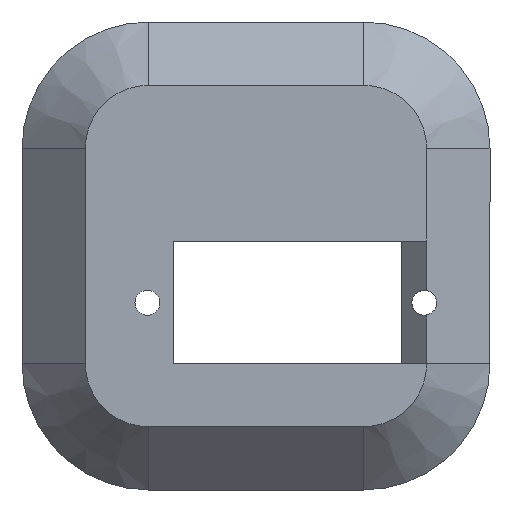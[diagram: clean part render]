
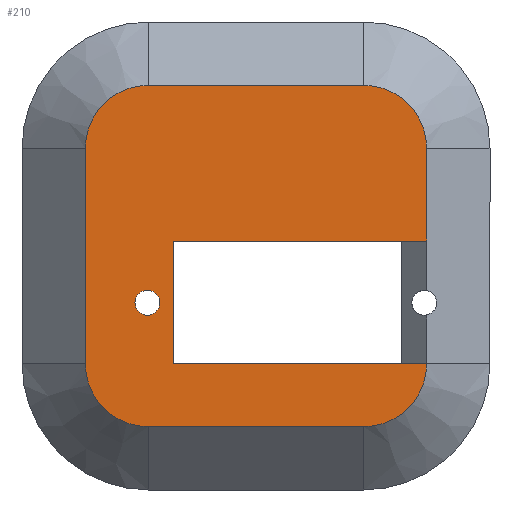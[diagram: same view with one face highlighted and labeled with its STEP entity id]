
A CAD part, front view. The second image highlights one B-rep face of the part: STEP entity #210.
In plain terms, the highlighted planar face has unit normal (0, -1, 0).
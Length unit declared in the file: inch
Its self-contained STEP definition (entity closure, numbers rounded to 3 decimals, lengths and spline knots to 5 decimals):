
#39 = LINE ( 'NONE', #798, #1302 ) ;
#42 = DIRECTION ( 'NONE',  ( 0., 0., 1. ) ) ;
#48 = DIRECTION ( 'NONE',  ( 0., 0., 1. ) ) ;
#53 = DIRECTION ( 'NONE',  ( 0., -1., 0. ) ) ;
#62 = DIRECTION ( 'NONE',  ( 0., -1., 0. ) ) ;
#69 = CARTESIAN_POINT ( 'NONE',  ( 1.35, 0., 0.5 ) ) ;
#84 = CARTESIAN_POINT ( 'NONE',  ( 0.49567, 0., 0.74016 ) ) ;
#100 = EDGE_CURVE ( 'NONE', #288, #851, #593, .T. ) ;
#143 = EDGE_LOOP ( 'NONE', ( #829, #527 ) ) ;
#164 = EDGE_LOOP ( 'NONE', ( #720, #639, #535, #1327, #866, #1231, #674, #1275, #310, #1119, #725 ) ) ;
#176 = VERTEX_POINT ( 'NONE', #1169 ) ;
#181 = DIRECTION ( 'NONE',  ( 1., 0., 0. ) ) ;
#183 = CARTESIAN_POINT ( 'NONE',  ( 0.5, 0., 1.35 ) ) ;
#189 = VERTEX_POINT ( 'NONE', #924 ) ;
#192 = CARTESIAN_POINT ( 'NONE',  ( 0.25, 0., 1.35 ) ) ;
#210 = ADVANCED_FACE ( 'NONE', ( #937, #265 ), #598, .F. ) ;
#222 = DIRECTION ( 'NONE',  ( -1., 0., 0. ) ) ;
#255 = CIRCLE ( 'NONE', #942, 0.25 ) ;
#257 = VERTEX_POINT ( 'NONE', #865 ) ;
#265 = FACE_OUTER_BOUND ( 'NONE', #164, .T. ) ;
#271 = DIRECTION ( 'NONE',  ( 0., 0., -1. ) ) ;
#288 = VERTEX_POINT ( 'NONE', #192 ) ;
#305 = CARTESIAN_POINT ( 'NONE',  ( 1.35, 0., 0.25 ) ) ;
#310 = ORIENTED_EDGE ( 'NONE', *, *, #1157, .T. ) ;
#350 = AXIS2_PLACEMENT_3D ( 'NONE', #183, #944, #1271 ) ;
#360 = EDGE_CURVE ( 'NONE', #567, #792, #255, .T. ) ;
#373 = LINE ( 'NONE', #933, #630 ) ;
#384 = AXIS2_PLACEMENT_3D ( 'NONE', #810, #1120, #48 ) ;
#401 = EDGE_CURVE ( 'NONE', #1227, #857, #39, .T. ) ;
#407 = VECTOR ( 'NONE', #817, 39.37008 ) ;
#410 = EDGE_CURVE ( 'NONE', #851, #176, #455, .T. ) ;
#419 = CIRCLE ( 'NONE', #577, 0.04921 ) ;
#424 = CARTESIAN_POINT ( 'NONE',  ( 0.6, 0., 0.98425 ) ) ;
#431 = LINE ( 'NONE', #1303, #1255 ) ;
#455 = CIRCLE ( 'NONE', #384, 0.25 ) ;
#476 = EDGE_CURVE ( 'NONE', #257, #567, #575, .T. ) ;
#489 = DIRECTION ( 'NONE',  ( 0., -1., 0. ) ) ;
#496 = VERTEX_POINT ( 'NONE', #612 ) ;
#527 = ORIENTED_EDGE ( 'NONE', *, *, #1090, .F. ) ;
#535 = ORIENTED_EDGE ( 'NONE', *, *, #360, .T. ) ;
#538 = CIRCLE ( 'NONE', #721, 0.04921 ) ;
#567 = VERTEX_POINT ( 'NONE', #1091 ) ;
#575 = LINE ( 'NONE', #1238, #648 ) ;
#577 = AXIS2_PLACEMENT_3D ( 'NONE', #84, #1257, #1168 ) ;
#590 = EDGE_CURVE ( 'NONE', #176, #969, #983, .T. ) ;
#592 = DIRECTION ( 'NONE',  ( 0., 0., 1. ) ) ;
#593 = LINE ( 'NONE', #834, #1032 ) ;
#598 = PLANE ( 'NONE',  #670 ) ;
#606 = DIRECTION ( 'NONE',  ( 0., 1., 0. ) ) ;
#612 = CARTESIAN_POINT ( 'NONE',  ( 0.5, 0., 1.6 ) ) ;
#625 = DIRECTION ( 'NONE',  ( 0., 0., 1. ) ) ;
#630 = VECTOR ( 'NONE', #181, 39.37008 ) ;
#639 = ORIENTED_EDGE ( 'NONE', *, *, #476, .T. ) ;
#648 = VECTOR ( 'NONE', #922, 39.37008 ) ;
#670 = AXIS2_PLACEMENT_3D ( 'NONE', #1047, #606, #42 ) ;
#674 = ORIENTED_EDGE ( 'NONE', *, *, #410, .T. ) ;
#680 = DIRECTION ( 'NONE',  ( 0., 0., 1. ) ) ;
#720 = ORIENTED_EDGE ( 'NONE', *, *, #1200, .T. ) ;
#721 = AXIS2_PLACEMENT_3D ( 'NONE', #1162, #62, #592 ) ;
#725 = ORIENTED_EDGE ( 'NONE', *, *, #401, .T. ) ;
#752 = CARTESIAN_POINT ( 'NONE',  ( 0.49567, 0., 0.78937 ) ) ;
#787 = VERTEX_POINT ( 'NONE', #908 ) ;
#792 = VERTEX_POINT ( 'NONE', #1026 ) ;
#798 = CARTESIAN_POINT ( 'NONE',  ( 0.6, 0., 0.5 ) ) ;
#810 = CARTESIAN_POINT ( 'NONE',  ( 0.5, 0., 0.5 ) ) ;
#817 = DIRECTION ( 'NONE',  ( -1., 0., 0. ) ) ;
#829 = ORIENTED_EDGE ( 'NONE', *, *, #1006, .F. ) ;
#834 = CARTESIAN_POINT ( 'NONE',  ( 0.25, 0., 0. ) ) ;
#851 = VERTEX_POINT ( 'NONE', #990 ) ;
#857 = VERTEX_POINT ( 'NONE', #424 ) ;
#862 = CARTESIAN_POINT ( 'NONE',  ( 0., 0., 0.25 ) ) ;
#865 = CARTESIAN_POINT ( 'NONE',  ( 1.6, 0., 0.98425 ) ) ;
#866 = ORIENTED_EDGE ( 'NONE', *, *, #1013, .T. ) ;
#908 = CARTESIAN_POINT ( 'NONE',  ( 1.6, 0., 0.5 ) ) ;
#922 = DIRECTION ( 'NONE',  ( 0., 0., 1. ) ) ;
#924 = CARTESIAN_POINT ( 'NONE',  ( 0.49567, 0., 0.69094 ) ) ;
#933 = CARTESIAN_POINT ( 'NONE',  ( 0.6, 0., 0.98425 ) ) ;
#934 = EDGE_CURVE ( 'NONE', #792, #496, #431, .T. ) ;
#937 = FACE_BOUND ( 'NONE', #143, .T. ) ;
#942 = AXIS2_PLACEMENT_3D ( 'NONE', #1037, #489, #680 ) ;
#944 = DIRECTION ( 'NONE',  ( 0., -1., 0. ) ) ;
#949 = CIRCLE ( 'NONE', #1042, 0.25 ) ;
#962 = EDGE_CURVE ( 'NONE', #787, #1227, #1393, .T. ) ;
#969 = VERTEX_POINT ( 'NONE', #305 ) ;
#977 = CIRCLE ( 'NONE', #350, 0.25 ) ;
#983 = LINE ( 'NONE', #862, #1020 ) ;
#990 = CARTESIAN_POINT ( 'NONE',  ( 0.25, 0., 0.5 ) ) ;
#1006 = EDGE_CURVE ( 'NONE', #1288, #189, #419, .T. ) ;
#1013 = EDGE_CURVE ( 'NONE', #496, #288, #977, .T. ) ;
#1020 = VECTOR ( 'NONE', #1408, 39.37008 ) ;
#1026 = CARTESIAN_POINT ( 'NONE',  ( 1.35, 0., 1.6 ) ) ;
#1032 = VECTOR ( 'NONE', #271, 39.37008 ) ;
#1037 = CARTESIAN_POINT ( 'NONE',  ( 1.35, 0., 1.35 ) ) ;
#1042 = AXIS2_PLACEMENT_3D ( 'NONE', #69, #53, #625 ) ;
#1047 = CARTESIAN_POINT ( 'NONE',  ( 0., 0., 0. ) ) ;
#1090 = EDGE_CURVE ( 'NONE', #189, #1288, #538, .T. ) ;
#1091 = CARTESIAN_POINT ( 'NONE',  ( 1.6, 0., 1.35 ) ) ;
#1119 = ORIENTED_EDGE ( 'NONE', *, *, #962, .T. ) ;
#1120 = DIRECTION ( 'NONE',  ( 0., -1., 0. ) ) ;
#1157 = EDGE_CURVE ( 'NONE', #969, #787, #949, .T. ) ;
#1162 = CARTESIAN_POINT ( 'NONE',  ( 0.49567, 0., 0.74016 ) ) ;
#1168 = DIRECTION ( 'NONE',  ( 0., 0., 1. ) ) ;
#1169 = CARTESIAN_POINT ( 'NONE',  ( 0.5, 0., 0.25 ) ) ;
#1200 = EDGE_CURVE ( 'NONE', #857, #257, #373, .T. ) ;
#1227 = VERTEX_POINT ( 'NONE', #1246 ) ;
#1231 = ORIENTED_EDGE ( 'NONE', *, *, #100, .T. ) ;
#1232 = DIRECTION ( 'NONE',  ( 0., 0., 1. ) ) ;
#1238 = CARTESIAN_POINT ( 'NONE',  ( 1.6, 0., 0. ) ) ;
#1246 = CARTESIAN_POINT ( 'NONE',  ( 0.6, 0., 0.5 ) ) ;
#1255 = VECTOR ( 'NONE', #222, 39.37008 ) ;
#1257 = DIRECTION ( 'NONE',  ( 0., -1., 0. ) ) ;
#1271 = DIRECTION ( 'NONE',  ( 0., 0., 1. ) ) ;
#1275 = ORIENTED_EDGE ( 'NONE', *, *, #590, .T. ) ;
#1288 = VERTEX_POINT ( 'NONE', #752 ) ;
#1302 = VECTOR ( 'NONE', #1232, 39.37008 ) ;
#1303 = CARTESIAN_POINT ( 'NONE',  ( 0., 0., 1.6 ) ) ;
#1327 = ORIENTED_EDGE ( 'NONE', *, *, #934, .T. ) ;
#1364 = CARTESIAN_POINT ( 'NONE',  ( 0.6, 0., 0.5 ) ) ;
#1393 = LINE ( 'NONE', #1364, #407 ) ;
#1408 = DIRECTION ( 'NONE',  ( 1., 0., 0. ) ) ;
